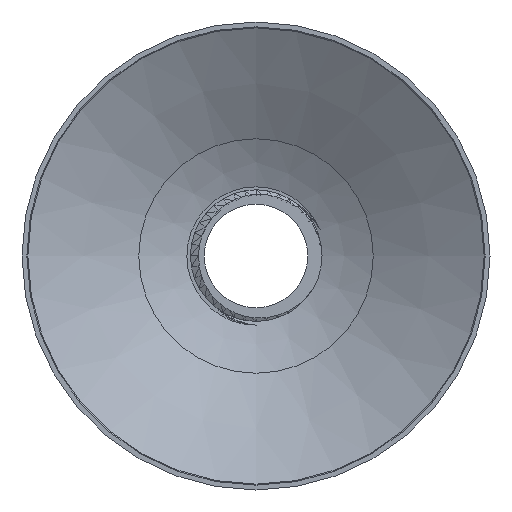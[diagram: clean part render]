
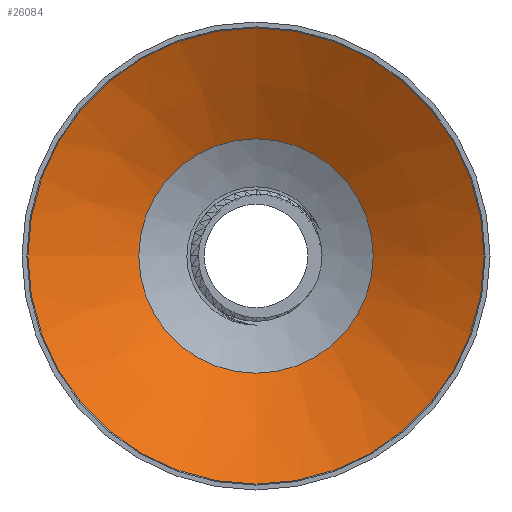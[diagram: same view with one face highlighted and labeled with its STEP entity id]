
A CAD part, front view. The second image highlights one B-rep face of the part: STEP entity #26084.
In plain terms, the highlighted conical face has half-angle 60 degrees and reference radius 42.578 mm.
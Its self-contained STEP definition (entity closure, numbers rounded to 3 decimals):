
#15=CONICAL_SURFACE('',#27990,42.578,1.047);
#35=CIRCLE('',#27982,28.906);
#36=CIRCLE('',#27983,28.906);
#39=CIRCLE('',#27987,56.25);
#40=CIRCLE('',#27988,56.25);
#1941=FACE_OUTER_BOUND('',#3836,.T.);
#3836=EDGE_LOOP('',(#22279,#22280,#22281,#22282,#22283,#22284));
#7060=LINE('',#42805,#10280);
#10280=VECTOR('',#35019,42.578);
#12000=VERTEX_POINT('',#42787);
#12001=VERTEX_POINT('',#42791);
#12004=VERTEX_POINT('',#42798);
#12005=VERTEX_POINT('',#42800);
#15427=EDGE_CURVE('',#12000,#12001,#35,.T.);
#15428=EDGE_CURVE('',#12001,#12000,#36,.T.);
#15431=EDGE_CURVE('',#12005,#12004,#39,.T.);
#15432=EDGE_CURVE('',#12004,#12005,#40,.T.);
#15434=EDGE_CURVE('',#12005,#12001,#7060,.T.);
#22279=ORIENTED_EDGE('',*,*,#15431,.T.);
#22280=ORIENTED_EDGE('',*,*,#15432,.T.);
#22281=ORIENTED_EDGE('',*,*,#15434,.T.);
#22282=ORIENTED_EDGE('',*,*,#15427,.F.);
#22283=ORIENTED_EDGE('',*,*,#15428,.F.);
#22284=ORIENTED_EDGE('',*,*,#15434,.F.);
#26084=ADVANCED_FACE('',(#1941),#15,.F.);
#27982=AXIS2_PLACEMENT_3D('',#42792,#35001,#35002);
#27983=AXIS2_PLACEMENT_3D('',#42793,#35003,#35004);
#27987=AXIS2_PLACEMENT_3D('',#42801,#35011,#35012);
#27988=AXIS2_PLACEMENT_3D('',#42802,#35013,#35014);
#27990=AXIS2_PLACEMENT_3D('',#42804,#35017,#35018);
#35001=DIRECTION('center_axis',(0.,-1.,0.));
#35002=DIRECTION('ref_axis',(1.,0.,0.));
#35003=DIRECTION('center_axis',(0.,-1.,0.));
#35004=DIRECTION('ref_axis',(1.,0.,0.));
#35011=DIRECTION('center_axis',(0.,-1.,0.));
#35012=DIRECTION('ref_axis',(1.,0.,0.));
#35013=DIRECTION('center_axis',(0.,-1.,0.));
#35014=DIRECTION('ref_axis',(1.,0.,0.));
#35017=DIRECTION('center_axis',(0.,-1.,0.));
#35018=DIRECTION('ref_axis',(1.,0.,0.));
#35019=DIRECTION('',(0.866,0.5,0.));
#42787=CARTESIAN_POINT('',(0.,16.731,28.906));
#42791=CARTESIAN_POINT('',(-28.906,16.731,0.));
#42792=CARTESIAN_POINT('Origin',(0.,16.731,0.));
#42793=CARTESIAN_POINT('Origin',(0.,16.731,0.));
#42798=CARTESIAN_POINT('',(0.,0.944,56.25));
#42800=CARTESIAN_POINT('',(-56.25,0.944,0.));
#42801=CARTESIAN_POINT('Origin',(0.,0.944,0.));
#42802=CARTESIAN_POINT('Origin',(0.,0.944,0.));
#42804=CARTESIAN_POINT('Origin',(0.,8.838,0.));
#42805=CARTESIAN_POINT('',(-42.578,8.838,0.));
